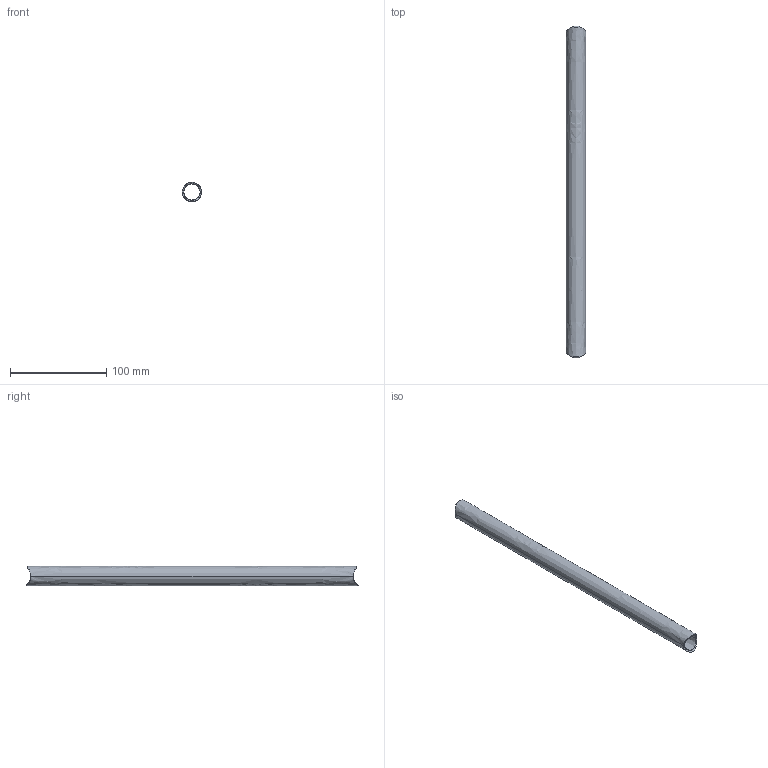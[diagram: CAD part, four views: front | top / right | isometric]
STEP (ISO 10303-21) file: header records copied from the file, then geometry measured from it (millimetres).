
FILE_DESCRIPTION(('CATIA V5 STEP Exchange'),'2;1');
FILE_NAME('104.stp','2017-12-23T16:36:07+00:00',('none'),('none'),'CATIA Version 5 Release 19 SP 2 (IN-10)','CATIA V5 STEP AP203','none');
FILE_SCHEMA(('CONFIG_CONTROL_DESIGN'));
Length unit declared in the file: millimetre
Products named in the file (1): Shape_958
Bounding box: 20 x 344.98 x 20 mm (x, y, z)
Volume: 29531.2 mm3; surface area: 39581.8 mm2
Topology: 1 solids, 1 shells, 12 faces, 28 edges, 16 vertices
Faces by surface type: cylinder 8, bspline 4
Entity records: 614 total; most frequent: CARTESIAN_POINT 381, ORIENTED_EDGE 56, EDGE_CURVE 28, B_SPLINE_CURVE_WITH_KNOTS 20, VERTEX_POINT 16, DIRECTION 12, ADVANCED_FACE 12, EDGE_LOOP 12
